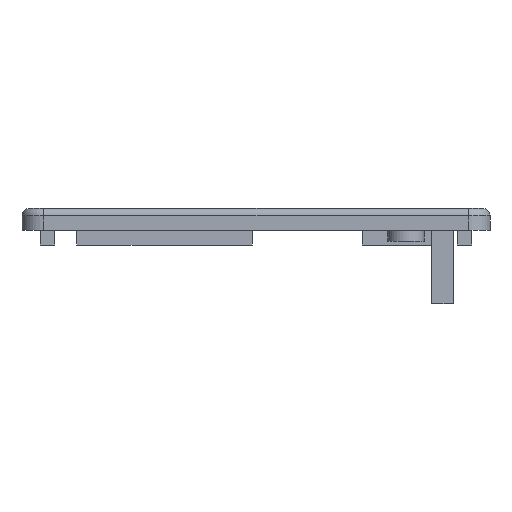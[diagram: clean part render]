
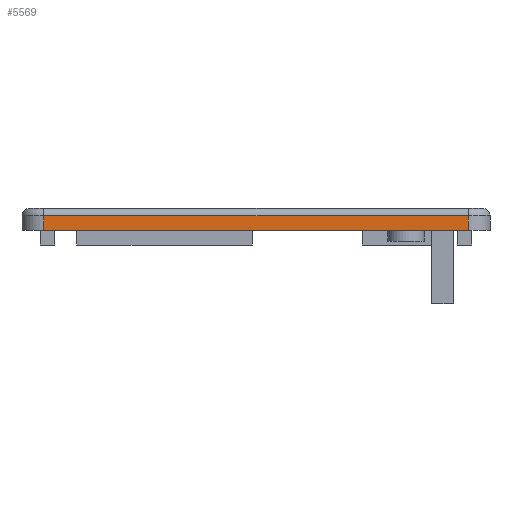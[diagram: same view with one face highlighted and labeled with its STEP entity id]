
A CAD part, left-side view. The second image highlights one B-rep face of the part: STEP entity #5569.
In plain terms, the highlighted planar face has unit normal (-1, 0, 0).
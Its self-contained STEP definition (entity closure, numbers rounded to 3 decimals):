
#1456 = VERTEX_POINT('',#1457);
#1457 = CARTESIAN_POINT('',(0.,61.,2.));
#1464 = EDGE_CURVE('',#1456,#1465,#1467,.T.);
#1465 = VERTEX_POINT('',#1466);
#1466 = CARTESIAN_POINT('',(0.,3.,2.));
#1467 = LINE('',#1468,#1469);
#1468 = CARTESIAN_POINT('',(0.,61.,2.));
#1469 = VECTOR('',#1470,1.);
#1470 = DIRECTION('',(0.,-1.,0.));
#5569 = ADVANCED_FACE('',(#5570),#5595,.F.);
#5570 = FACE_BOUND('',#5571,.F.);
#5571 = EDGE_LOOP('',(#5572,#5580,#5581,#5589));
#5572 = ORIENTED_EDGE('',*,*,#5573,.T.);
#5573 = EDGE_CURVE('',#5574,#1456,#5576,.T.);
#5574 = VERTEX_POINT('',#5575);
#5575 = CARTESIAN_POINT('',(0.,61.,0.));
#5576 = LINE('',#5577,#5578);
#5577 = CARTESIAN_POINT('',(0.,61.,0.));
#5578 = VECTOR('',#5579,1.);
#5579 = DIRECTION('',(0.,0.,1.));
#5580 = ORIENTED_EDGE('',*,*,#1464,.T.);
#5581 = ORIENTED_EDGE('',*,*,#5582,.F.);
#5582 = EDGE_CURVE('',#5583,#1465,#5585,.T.);
#5583 = VERTEX_POINT('',#5584);
#5584 = CARTESIAN_POINT('',(0.,3.,0.));
#5585 = LINE('',#5586,#5587);
#5586 = CARTESIAN_POINT('',(0.,3.,0.));
#5587 = VECTOR('',#5588,1.);
#5588 = DIRECTION('',(0.,0.,1.));
#5589 = ORIENTED_EDGE('',*,*,#5590,.F.);
#5590 = EDGE_CURVE('',#5574,#5583,#5591,.T.);
#5591 = LINE('',#5592,#5593);
#5592 = CARTESIAN_POINT('',(0.,64.,0.));
#5593 = VECTOR('',#5594,1.);
#5594 = DIRECTION('',(0.,-1.,0.));
#5595 = PLANE('',#5596);
#5596 = AXIS2_PLACEMENT_3D('',#5597,#5598,#5599);
#5597 = CARTESIAN_POINT('',(0.,64.,0.));
#5598 = DIRECTION('',(1.,0.,0.));
#5599 = DIRECTION('',(0.,-1.,0.));
